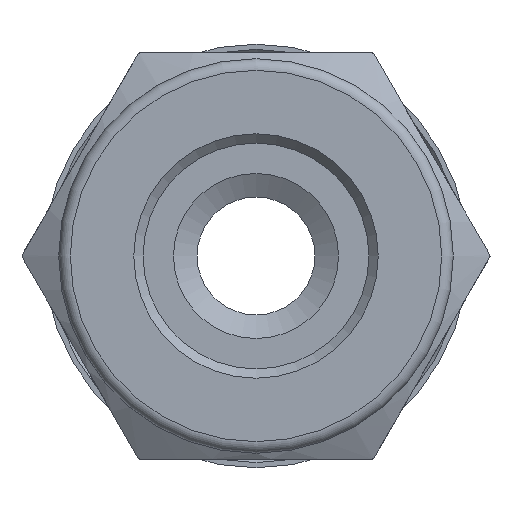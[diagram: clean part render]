
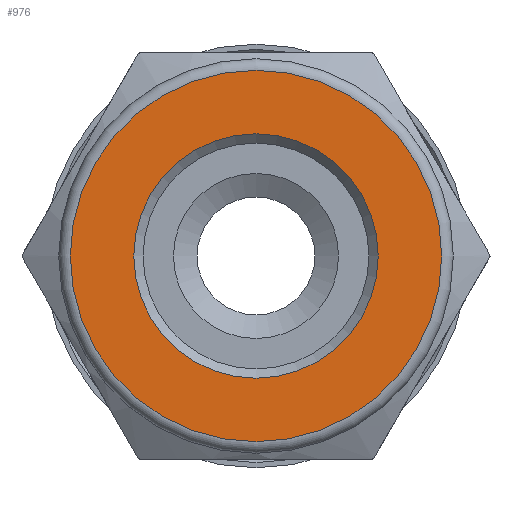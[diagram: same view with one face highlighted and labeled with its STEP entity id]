
A CAD part, left-side view. The second image highlights one B-rep face of the part: STEP entity #976.
In plain terms, the highlighted planar face has unit normal (-1, 0, 0).
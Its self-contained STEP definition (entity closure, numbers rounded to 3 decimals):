
#63=FACE_BOUND('',#240,.T.);
#96=CIRCLE('',#1076,8.);
#111=CIRCLE('',#1104,5.265);
#169=FACE_OUTER_BOUND('',#239,.T.);
#239=EDGE_LOOP('',(#792));
#240=EDGE_LOOP('',(#793));
#439=VERTEX_POINT('',#1611);
#452=VERTEX_POINT('',#1661);
#546=EDGE_CURVE('',#439,#439,#96,.T.);
#570=EDGE_CURVE('',#452,#452,#111,.T.);
#792=ORIENTED_EDGE('',*,*,#546,.F.);
#793=ORIENTED_EDGE('',*,*,#570,.T.);
#929=PLANE('',#1105);
#976=ADVANCED_FACE('',(#169,#63),#929,.T.);
#1076=AXIS2_PLACEMENT_3D('',#1613,#1277,#1278);
#1104=AXIS2_PLACEMENT_3D('',#1663,#1342,#1343);
#1105=AXIS2_PLACEMENT_3D('',#1664,#1344,#1345);
#1277=DIRECTION('center_axis',(1.,0.,0.));
#1278=DIRECTION('ref_axis',(0.,0.,-1.));
#1342=DIRECTION('center_axis',(1.,0.,0.));
#1343=DIRECTION('ref_axis',(0.,0.,-1.));
#1344=DIRECTION('center_axis',(-1.,0.,0.));
#1345=DIRECTION('ref_axis',(0.,0.,1.));
#1611=CARTESIAN_POINT('',(-0.005,0.,8.));
#1613=CARTESIAN_POINT('Origin',(-0.005,0.,
0.));
#1661=CARTESIAN_POINT('',(-0.005,-5.265,0.));
#1663=CARTESIAN_POINT('Origin',(-0.005,0.,
0.));
#1664=CARTESIAN_POINT('Origin',(-0.005,8.,0.));
